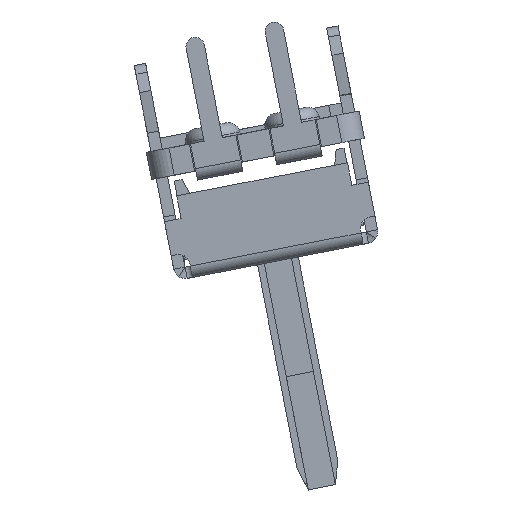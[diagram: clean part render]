
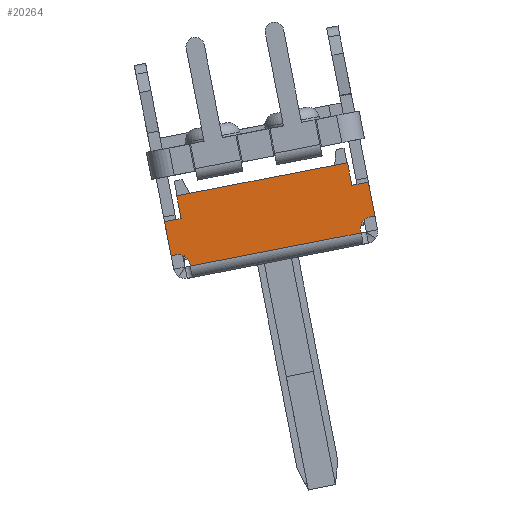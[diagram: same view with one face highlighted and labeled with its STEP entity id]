
A CAD part, left-side view. The second image highlights one B-rep face of the part: STEP entity #20264.
In plain terms, the highlighted planar face has unit normal (-1, 0, 0).
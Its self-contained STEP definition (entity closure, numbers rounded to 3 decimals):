
#20189 = VERTEX_POINT('',#20190);
#20190 = CARTESIAN_POINT('',(352.567,7.143,
    32.39));
#20198 = VERTEX_POINT('',#20199);
#20199 = CARTESIAN_POINT('',(352.567,7.123,
    32.292));
#20205 = EDGE_CURVE('',#20198,#20189,#20206,.T.);
#20206 = LINE('',#20207,#20208);
#20207 = CARTESIAN_POINT('',(352.567,7.123,
    32.292));
#20208 = VECTOR('',#20209,1.);
#20209 = DIRECTION('',(0.,0.19,0.982)
  );
#20220 = VERTEX_POINT('',#20221);
#20221 = CARTESIAN_POINT('',(352.567,6.747,
    32.977));
#20229 = EDGE_CURVE('',#20189,#20220,#20230,.T.);
#20230 = CIRCLE('',#20231,0.5);
#20231 = AXIS2_PLACEMENT_3D('',#20232,#20233,#20234);
#20232 = CARTESIAN_POINT('',(352.567,6.652,
    32.486));
#20233 = DIRECTION('',(1.,0.,0.));
#20234 = DIRECTION('',(0.,0.982,-0.19));
#20245 = EDGE_CURVE('',#20220,#20246,#20248,.T.);
#20246 = VERTEX_POINT('',#20247);
#20247 = CARTESIAN_POINT('',(352.567,6.523,33.02
    ));
#20248 = LINE('',#20249,#20250);
#20249 = CARTESIAN_POINT('',(352.567,6.747,
    32.977));
#20250 = VECTOR('',#20251,1.);
#20251 = DIRECTION('',(0.,-0.982,0.19));
#20264 = ADVANCED_FACE('',(#20265),#20357,.F.);
#20265 = FACE_BOUND('',#20266,.F.);
#20266 = EDGE_LOOP('',(#20267,#20277,#20286,#20294,#20302,#20310,#20318,
    #20326,#20334,#20342,#20348,#20349,#20350,#20351));
#20267 = ORIENTED_EDGE('',*,*,#20268,.F.);
#20268 = EDGE_CURVE('',#20269,#20271,#20273,.T.);
#20269 = VERTEX_POINT('',#20270);
#20270 = CARTESIAN_POINT('',(352.567,14.547,
    30.954));
#20271 = VERTEX_POINT('',#20272);
#20272 = CARTESIAN_POINT('',(352.567,14.528,
    30.856));
#20273 = LINE('',#20274,#20275);
#20274 = CARTESIAN_POINT('',(352.567,14.547,
    30.954));
#20275 = VECTOR('',#20276,1.);
#20276 = DIRECTION('',(0.,-0.19,
    -0.982));
#20277 = ORIENTED_EDGE('',*,*,#20278,.F.);
#20278 = EDGE_CURVE('',#20279,#20269,#20281,.T.);
#20279 = VERTEX_POINT('',#20280);
#20280 = CARTESIAN_POINT('',(352.567,15.133,31.349
    ));
#20281 = CIRCLE('',#20282,0.5);
#20282 = AXIS2_PLACEMENT_3D('',#20283,#20284,#20285);
#20283 = CARTESIAN_POINT('',(352.567,15.038,
    30.859));
#20284 = DIRECTION('',(1.,0.,0.));
#20285 = DIRECTION('',(-0.,0.19,0.982));
#20286 = ORIENTED_EDGE('',*,*,#20287,.T.);
#20287 = EDGE_CURVE('',#20279,#20288,#20290,.T.);
#20288 = VERTEX_POINT('',#20289);
#20289 = CARTESIAN_POINT('',(352.567,15.358,
    31.306));
#20290 = LINE('',#20291,#20292);
#20291 = CARTESIAN_POINT('',(352.567,15.133,31.349
    ));
#20292 = VECTOR('',#20293,1.);
#20293 = DIRECTION('',(0.,0.982,-0.19));
#20294 = ORIENTED_EDGE('',*,*,#20295,.T.);
#20295 = EDGE_CURVE('',#20288,#20296,#20298,.T.);
#20296 = VERTEX_POINT('',#20297);
#20297 = CARTESIAN_POINT('',(352.567,15.644,
    32.778));
#20298 = LINE('',#20299,#20300);
#20299 = CARTESIAN_POINT('',(352.567,15.358,
    31.306));
#20300 = VECTOR('',#20301,1.);
#20301 = DIRECTION('',(0.,0.19,0.982));
#20302 = ORIENTED_EDGE('',*,*,#20303,.T.);
#20303 = EDGE_CURVE('',#20296,#20304,#20306,.T.);
#20304 = VERTEX_POINT('',#20305);
#20305 = CARTESIAN_POINT('',(352.567,14.928,
    32.917));
#20306 = LINE('',#20307,#20308);
#20307 = CARTESIAN_POINT('',(352.567,15.644,
    32.778));
#20308 = VECTOR('',#20309,1.);
#20309 = DIRECTION('',(0.,-0.982,0.19));
#20310 = ORIENTED_EDGE('',*,*,#20311,.F.);
#20311 = EDGE_CURVE('',#20312,#20304,#20314,.T.);
#20312 = VERTEX_POINT('',#20313);
#20313 = CARTESIAN_POINT('',(352.567,15.119,
    33.899));
#20314 = LINE('',#20315,#20316);
#20315 = CARTESIAN_POINT('',(352.567,15.119,
    33.899));
#20316 = VECTOR('',#20317,1.);
#20317 = DIRECTION('',(0.,-0.19,-0.982));
#20318 = ORIENTED_EDGE('',*,*,#20319,.T.);
#20319 = EDGE_CURVE('',#20312,#20320,#20322,.T.);
#20320 = VERTEX_POINT('',#20321);
#20321 = CARTESIAN_POINT('',(352.567,7.714,
    35.336));
#20322 = LINE('',#20323,#20324);
#20323 = CARTESIAN_POINT('',(352.567,15.119,
    33.899));
#20324 = VECTOR('',#20325,1.);
#20325 = DIRECTION('',(0.,-0.982,0.19));
#20326 = ORIENTED_EDGE('',*,*,#20327,.F.);
#20327 = EDGE_CURVE('',#20328,#20320,#20330,.T.);
#20328 = VERTEX_POINT('',#20329);
#20329 = CARTESIAN_POINT('',(352.567,7.523,
    34.354));
#20330 = LINE('',#20331,#20332);
#20331 = CARTESIAN_POINT('',(352.567,7.523,
    34.354));
#20332 = VECTOR('',#20333,1.);
#20333 = DIRECTION('',(0.,0.19,0.982
    ));
#20334 = ORIENTED_EDGE('',*,*,#20335,.T.);
#20335 = EDGE_CURVE('',#20328,#20336,#20338,.T.);
#20336 = VERTEX_POINT('',#20337);
#20337 = CARTESIAN_POINT('',(352.567,6.808,
    34.493));
#20338 = LINE('',#20339,#20340);
#20339 = CARTESIAN_POINT('',(352.567,7.523,
    34.354));
#20340 = VECTOR('',#20341,1.);
#20341 = DIRECTION('',(0.,-0.982,0.19));
#20342 = ORIENTED_EDGE('',*,*,#20343,.T.);
#20343 = EDGE_CURVE('',#20336,#20246,#20344,.T.);
#20344 = LINE('',#20345,#20346);
#20345 = CARTESIAN_POINT('',(352.567,6.808,
    34.493));
#20346 = VECTOR('',#20347,1.);
#20347 = DIRECTION('',(0.,-0.19,-0.982));
#20348 = ORIENTED_EDGE('',*,*,#20245,.F.);
#20349 = ORIENTED_EDGE('',*,*,#20229,.F.);
#20350 = ORIENTED_EDGE('',*,*,#20205,.F.);
#20351 = ORIENTED_EDGE('',*,*,#20352,.F.);
#20352 = EDGE_CURVE('',#20271,#20198,#20353,.T.);
#20353 = LINE('',#20354,#20355);
#20354 = CARTESIAN_POINT('',(352.567,14.528,
    30.856));
#20355 = VECTOR('',#20356,1.);
#20356 = DIRECTION('',(0.,-0.982,0.19));
#20357 = PLANE('',#20358);
#20358 = AXIS2_PLACEMENT_3D('',#20359,#20360,#20361);
#20359 = CARTESIAN_POINT('',(352.567,11.121,
    33.096));
#20360 = DIRECTION('',(1.,0.,0.));
#20361 = DIRECTION('',(-0.,0.19,0.982));
